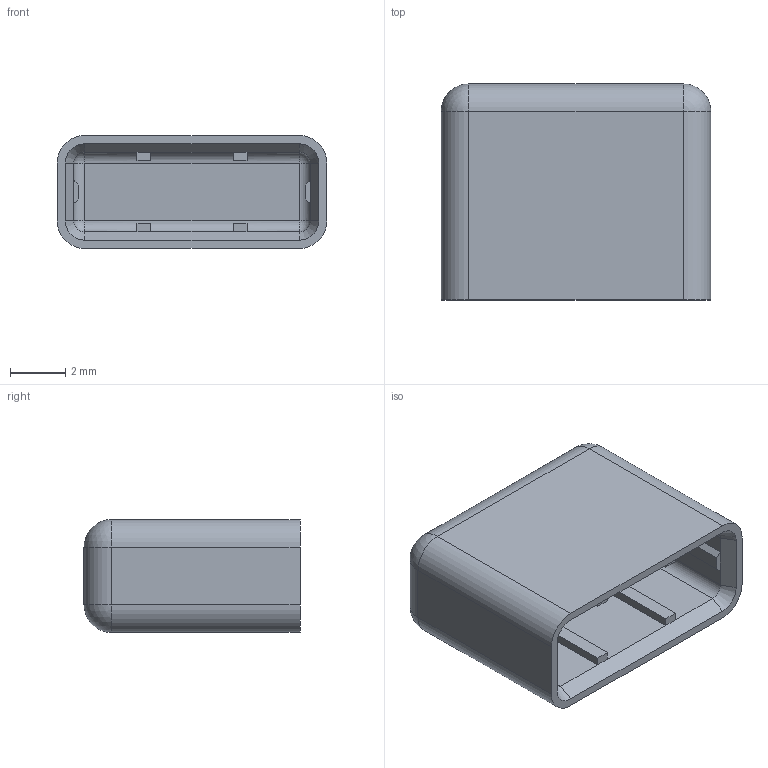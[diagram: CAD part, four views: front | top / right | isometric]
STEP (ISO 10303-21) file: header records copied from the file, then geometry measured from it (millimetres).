
FILE_DESCRIPTION(/* description */ ('Unknown'),/* implementation_level */ '2;1');
FILE_NAME(/* name */ '726144003',/* time_stamp */ '2016-11-14T16:14:10+01:00',/* author */ ('Unknown'),/* organization */ ('Unknown'),/* preprocessor_version */ 'ST-DEVELOPER v16.7',/* originating_system */ 'DEX',/* authorisation */ $);
FILE_SCHEMA (('AUTOMOTIVE_DESIGN {1 0 10303 214 3 1 1}'));
Length unit declared in the file: millimetre
Products named in the file (1): 726144003
Bounding box: 9.8 x 7.85 x 4.1 mm (x, y, z)
Volume: 128 mm3; surface area: 443.3 mm2
Topology: 1 solids, 1 shells, 73 faces, 174 edges, 96 vertices
Faces by surface type: plane 45, cylinder 16, sphere 8, cone 4
Entity records: 2026 total; most frequent: DIRECTION 362, CARTESIAN_POINT 336, ORIENTED_EDGE 332, EDGE_CURVE 166, AXIS2_PLACEMENT_3D 122, LINE 118, VECTOR 118, VERTEX_POINT 96
